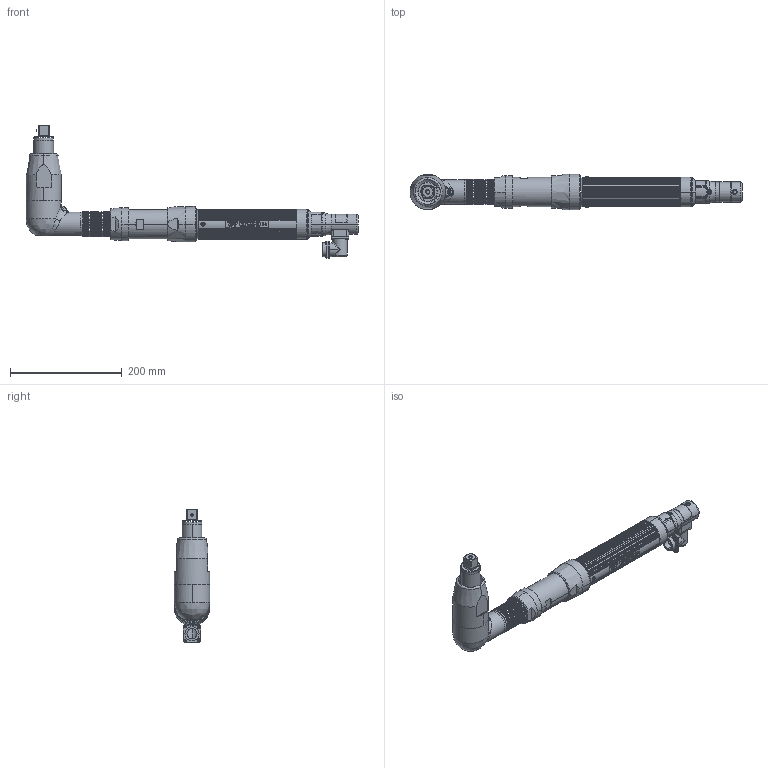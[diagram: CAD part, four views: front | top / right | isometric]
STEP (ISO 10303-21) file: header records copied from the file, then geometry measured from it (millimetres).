
FILE_DESCRIPTION((''),'2;1');
FILE_NAME('EB55MA32F1-300','2012-08-20T',('EJF1116'),(''),'PRO/ENGINEER BY PARAMETRIC TECHNOLOGY CORPORATION, 2010430','PRO/ENGINEER BY PARAMETRIC TECHNOLOGY CORPORATION, 2010430','');
FILE_SCHEMA(('CONFIG_CONTROL_DESIGN'));
Length unit declared in the file: inch
Products named in the file (1): EB55MA32F1-300
Bounding box: 594.66 x 63.5 x 237.81 mm (x, y, z)
Surface area: 205884.4 mm2 (no closed solid volume)
Topology: 0 solids, 116 shells, 721 faces, 3976 edges, 3247 vertices
Faces by surface type: cylinder 376, plane 148, torus 92, cone 55, bspline 48, extrusion 2
Entity records: 50221 total; most frequent: CARTESIAN_POINT 22156, DIRECTION 5210, ORIENTED_EDGE 5014, EDGE_CURVE 3976, VERTEX_POINT 3247, AXIS2_PLACEMENT_3D 1742, VECTOR 1726, LINE 1724
